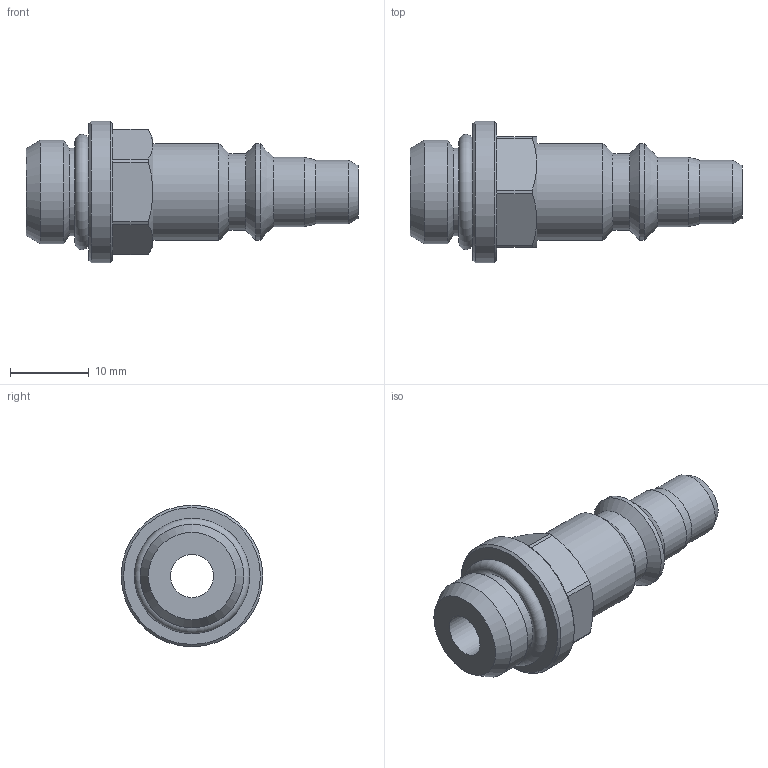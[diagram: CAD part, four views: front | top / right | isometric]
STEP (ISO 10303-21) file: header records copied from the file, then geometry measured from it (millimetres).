
FILE_DESCRIPTION(/* description */ ('Alibre Inc.'),/* implementation_level */ '2;1');
FILE_NAME(/* name */ 'export-A3340D79-E0DA-4E78-81DE-745C6B56FDB8',/* time_stamp */ '2019-04-12T17:00:55+02:00',/* author */ (''),/* organization */ (''),/* preprocessor_version */ 'ST-DEVELOPER v17',/* originating_system */ 'Alibre',/* authorisation */ '');
FILE_SCHEMA (('AUTOMOTIVE_DESIGN'));
Length unit declared in the file: millimetre
Bounding box: 42.2 x 18 x 18 mm (x, y, z)
Volume: 3870.9 mm3; surface area: 2844.1 mm2
Topology: 1 solids, 1 shells, 37 faces, 81 edges, 49 vertices
Faces by surface type: cylinder 15, plane 11, cone 10, torus 1
Full cylindrical faces by diameter (mm): 5.5 x1, 8.1 x1, 8.83 x1, 9.76 x1, 11.1 x1, 12.28 x2, 13.157 x1, 18 x1
Entity records: 962 total; most frequent: CARTESIAN_POINT 159, DIRECTION 154, ORIENTED_EDGE 120, AXIS2_PLACEMENT_3D 74, FACE_BOUND 63, EDGE_LOOP 62, EDGE_CURVE 60, VERTEX_POINT 49
